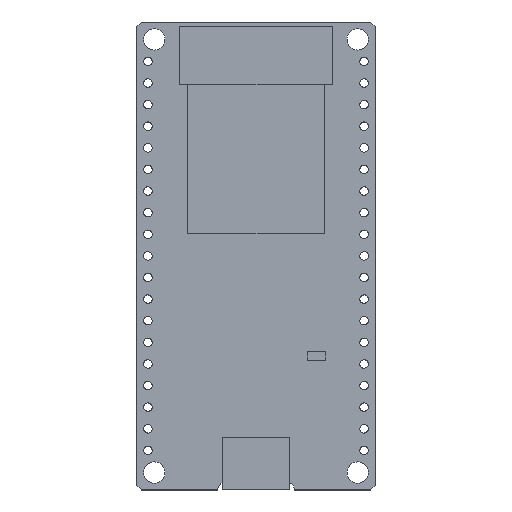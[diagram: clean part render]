
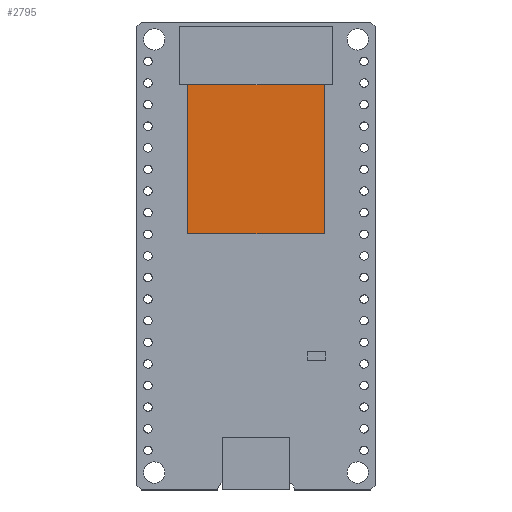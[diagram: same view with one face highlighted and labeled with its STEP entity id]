
A CAD part, top view. The second image highlights one B-rep face of the part: STEP entity #2795.
In plain terms, the highlighted free-form (B-spline) face has degree [1, 1] with [2, 2] control points.
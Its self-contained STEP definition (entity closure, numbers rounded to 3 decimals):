
#2703 = VERTEX_POINT('',#2704);
#2704 = CARTESIAN_POINT('',(-7.572,19.023,
    4.259));
#2709 = EDGE_CURVE('',#2703,#2710,#2712,.T.);
#2710 = VERTEX_POINT('',#2711);
#2711 = CARTESIAN_POINT('',(7.572,19.023,
    4.259));
#2712 = B_SPLINE_CURVE_WITH_KNOTS('',1,(#2713,#2714),.UNSPECIFIED.,.F.,
  .F.,(2,2),(-8.,8.),.PIECEWISE_BEZIER_KNOTS.);
#2713 = CARTESIAN_POINT('',(-7.572,19.023,
    4.259));
#2714 = CARTESIAN_POINT('',(7.572,19.023,
    4.259));
#2731 = VERTEX_POINT('',#2732);
#2732 = CARTESIAN_POINT('',(-7.572,2.461,
    4.259));
#2737 = EDGE_CURVE('',#2703,#2731,#2738,.T.);
#2738 = B_SPLINE_CURVE_WITH_KNOTS('',1,(#2739,#2740),.UNSPECIFIED.,.F.,
  .F.,(2,2),(-8.75,8.75),.PIECEWISE_BEZIER_KNOTS.);
#2739 = CARTESIAN_POINT('',(-7.572,19.023,
    4.259));
#2740 = CARTESIAN_POINT('',(-7.572,2.461,
    4.259));
#2758 = VERTEX_POINT('',#2759);
#2759 = CARTESIAN_POINT('',(7.572,2.461,4.259
    ));
#2764 = EDGE_CURVE('',#2731,#2758,#2765,.T.);
#2765 = B_SPLINE_CURVE_WITH_KNOTS('',1,(#2766,#2767),.UNSPECIFIED.,.F.,
  .F.,(2,2),(-8.,8.),.PIECEWISE_BEZIER_KNOTS.);
#2766 = CARTESIAN_POINT('',(-7.572,2.461,
    4.259));
#2767 = CARTESIAN_POINT('',(7.572,2.461,4.259
    ));
#2785 = EDGE_CURVE('',#2710,#2758,#2786,.T.);
#2786 = B_SPLINE_CURVE_WITH_KNOTS('',1,(#2787,#2788),.UNSPECIFIED.,.F.,
  .F.,(2,2),(-8.75,8.75),.PIECEWISE_BEZIER_KNOTS.);
#2787 = CARTESIAN_POINT('',(7.572,19.023,
    4.259));
#2788 = CARTESIAN_POINT('',(7.572,2.461,4.259
    ));
#2795 = ADVANCED_FACE('',(#2796),#2802,.T.);
#2796 = FACE_BOUND('',#2797,.T.);
#2797 = EDGE_LOOP('',(#2798,#2799,#2800,#2801));
#2798 = ORIENTED_EDGE('',*,*,#2709,.F.);
#2799 = ORIENTED_EDGE('',*,*,#2737,.T.);
#2800 = ORIENTED_EDGE('',*,*,#2764,.T.);
#2801 = ORIENTED_EDGE('',*,*,#2785,.F.);
#2802 = B_SPLINE_SURFACE_WITH_KNOTS('',1,1,(
    (#2803,#2804)
    ,(#2805,#2806
    )),.UNSPECIFIED.,.F.,.F.,.F.,(2,2),(2,2),(-8.,8.),(2.6,20.1),
  .PIECEWISE_BEZIER_KNOTS.);
#2803 = CARTESIAN_POINT('',(-7.572,2.461,
    4.259));
#2804 = CARTESIAN_POINT('',(-7.572,19.023,
    4.259));
#2805 = CARTESIAN_POINT('',(7.572,2.461,4.259
    ));
#2806 = CARTESIAN_POINT('',(7.572,19.023,
    4.259));
